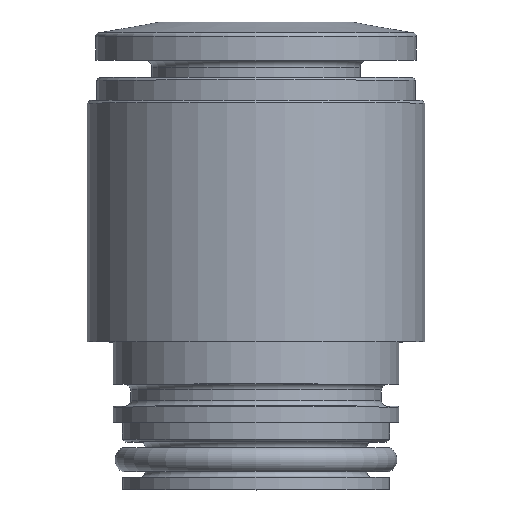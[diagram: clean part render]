
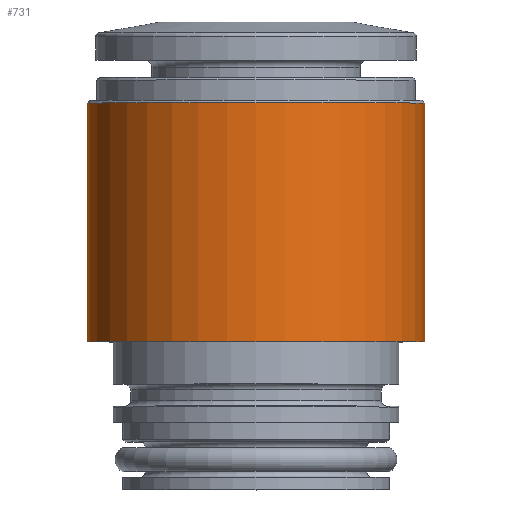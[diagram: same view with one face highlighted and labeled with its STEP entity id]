
A CAD part, top view. The second image highlights one B-rep face of the part: STEP entity #731.
In plain terms, the highlighted cylindrical face has radius 8.85 mm (diameter 17.7 mm), a full revolution.
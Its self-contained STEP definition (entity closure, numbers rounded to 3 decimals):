
#36=CYLINDRICAL_SURFACE('',#789,8.85);
#79=ORIENTED_EDGE('',*,*,#151,.F.);
#80=ORIENTED_EDGE('',*,*,#150,.T.);
#150=EDGE_CURVE('',#191,#191,#232,.T.);
#151=EDGE_CURVE('',#192,#192,#233,.T.);
#191=VERTEX_POINT('',#1049);
#192=VERTEX_POINT('',#1052);
#232=CIRCLE('',#788,8.85);
#233=CIRCLE('',#790,8.85);
#284=EDGE_LOOP('',(#79));
#285=EDGE_LOOP('',(#80));
#366=FACE_BOUND('',#284,.T.);
#367=FACE_BOUND('',#285,.T.);
#731=ADVANCED_FACE('',(#366,#367),#36,.T.);
#788=AXIS2_PLACEMENT_3D('',#1048,#894,#895);
#789=AXIS2_PLACEMENT_3D('',#1050,#896,#897);
#790=AXIS2_PLACEMENT_3D('',#1051,#898,#899);
#894=DIRECTION('',(0.,-1.,0.));
#895=DIRECTION('',(0.,0.,-1.));
#896=DIRECTION('',(0.,-1.,0.));
#897=DIRECTION('',(0.,0.,-1.));
#898=DIRECTION('',(0.,-1.,0.));
#899=DIRECTION('',(0.,0.,-1.));
#1048=CARTESIAN_POINT('',(0.,20.259,0.));
#1049=CARTESIAN_POINT('',(0.,20.259,-8.85));
#1050=CARTESIAN_POINT('',(0.,0.,0.));
#1051=CARTESIAN_POINT('',(0.,7.75,0.));
#1052=CARTESIAN_POINT('',(0.,7.75,-8.85));
